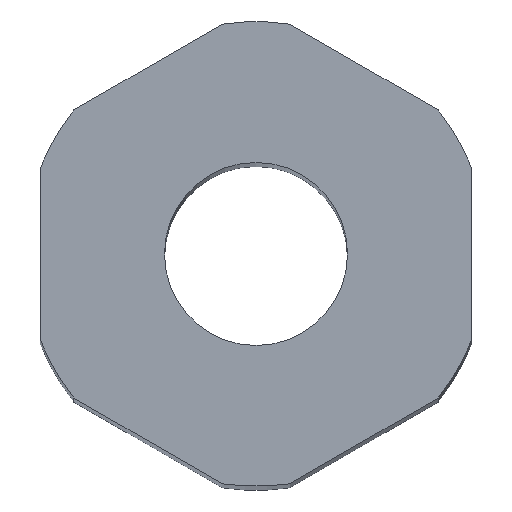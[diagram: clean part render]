
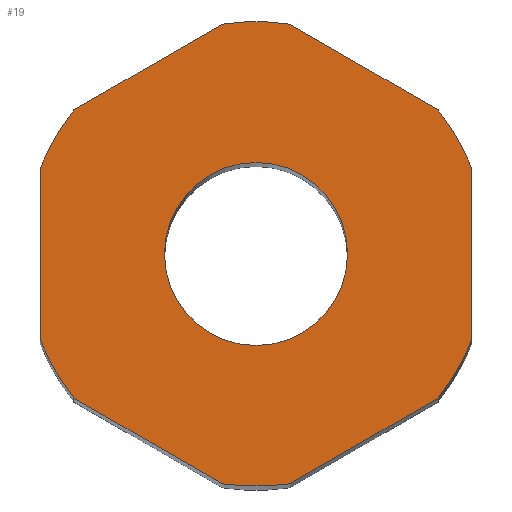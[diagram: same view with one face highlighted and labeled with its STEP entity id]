
A CAD part, top view. The second image highlights one B-rep face of the part: STEP entity #19.
In plain terms, the highlighted planar face has unit normal (0, 0, 1).
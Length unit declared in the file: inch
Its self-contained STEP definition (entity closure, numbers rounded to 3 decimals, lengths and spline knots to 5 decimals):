
#5 = CIRCLE ( 'NONE', #320, 0.0795 ) ;
#6 = CARTESIAN_POINT ( 'NONE',  ( -0.1875, 0.07454, 1. ) ) ;
#13 = CIRCLE ( 'NONE', #410, 0.20177 ) ;
#15 = VERTEX_POINT ( 'NONE', #530 ) ;
#19 = ADVANCED_FACE ( 'NONE', ( #130, #571 ), #132, .T. ) ;
#21 = VERTEX_POINT ( 'NONE', #75 ) ;
#25 = ORIENTED_EDGE ( 'NONE', *, *, #41, .T. ) ;
#28 = DIRECTION ( 'NONE',  ( 0., 0., 1. ) ) ;
#38 = AXIS2_PLACEMENT_3D ( 'NONE', #203, #558, #57 ) ;
#41 = EDGE_CURVE ( 'NONE', #388, #15, #182, .T. ) ;
#42 = CARTESIAN_POINT ( 'NONE',  ( 0., 0., 1. ) ) ;
#46 = CARTESIAN_POINT ( 'NONE',  ( 0., 0., 1. ) ) ;
#57 = DIRECTION ( 'NONE',  ( 1., 0., 0. ) ) ;
#58 = CARTESIAN_POINT ( 'NONE',  ( -0.1875, 0., 1. ) ) ;
#60 = DIRECTION ( 'NONE',  ( 0., 0., 1. ) ) ;
#70 = ORIENTED_EDGE ( 'NONE', *, *, #497, .T. ) ;
#71 = AXIS2_PLACEMENT_3D ( 'NONE', #236, #486, #366 ) ;
#72 = EDGE_CURVE ( 'NONE', #507, #388, #230, .T. ) ;
#75 = CARTESIAN_POINT ( 'NONE',  ( -0.1583, -0.12511, 1. ) ) ;
#76 = ORIENTED_EDGE ( 'NONE', *, *, #72, .T. ) ;
#82 = CARTESIAN_POINT ( 'NONE',  ( 0.1875, 0.07454, 1. ) ) ;
#87 = CARTESIAN_POINT ( 'NONE',  ( 0.0292, 0.19965, 1. ) ) ;
#91 = EDGE_CURVE ( 'NONE', #286, #233, #13, .T. ) ;
#93 = CARTESIAN_POINT ( 'NONE',  ( 0.0795, 0., 1. ) ) ;
#101 = VECTOR ( 'NONE', #181, 39.37008 ) ;
#109 = VERTEX_POINT ( 'NONE', #93 ) ;
#112 = DIRECTION ( 'NONE',  ( 1., 0., 0. ) ) ;
#123 = VERTEX_POINT ( 'NONE', #6 ) ;
#127 = VERTEX_POINT ( 'NONE', #324 ) ;
#130 = FACE_BOUND ( 'NONE', #343, .T. ) ;
#132 = PLANE ( 'NONE',  #428 ) ;
#137 = LINE ( 'NONE', #149, #101 ) ;
#138 = LINE ( 'NONE', #353, #301 ) ;
#149 = CARTESIAN_POINT ( 'NONE',  ( 0.09375, 0.16238, 1. ) ) ;
#151 = ORIENTED_EDGE ( 'NONE', *, *, #350, .T. ) ;
#152 = CIRCLE ( 'NONE', #38, 0.20177 ) ;
#153 = VECTOR ( 'NONE', #568, 39.37008 ) ;
#154 = LINE ( 'NONE', #329, #338 ) ;
#156 = EDGE_CURVE ( 'NONE', #127, #123, #328, .T. ) ;
#163 = CIRCLE ( 'NONE', #273, 0.20177 ) ;
#169 = ORIENTED_EDGE ( 'NONE', *, *, #242, .T. ) ;
#171 = DIRECTION ( 'NONE',  ( 0., 0., 1. ) ) ;
#177 = DIRECTION ( 'NONE',  ( 1., 0., 0. ) ) ;
#181 = DIRECTION ( 'NONE',  ( -0.866, 0.5, 0. ) ) ;
#182 = CIRCLE ( 'NONE', #491, 0.20177 ) ;
#183 = DIRECTION ( 'NONE',  ( 0., 0., 1. ) ) ;
#185 = EDGE_CURVE ( 'NONE', #270, #109, #445, .T. ) ;
#194 = ORIENTED_EDGE ( 'NONE', *, *, #185, .F. ) ;
#199 = CARTESIAN_POINT ( 'NONE',  ( 0., 0., 1. ) ) ;
#203 = CARTESIAN_POINT ( 'NONE',  ( 0., 0., 1. ) ) ;
#206 = CARTESIAN_POINT ( 'NONE',  ( -0.0292, -0.19965, 1. ) ) ;
#212 = ORIENTED_EDGE ( 'NONE', *, *, #251, .T. ) ;
#213 = ORIENTED_EDGE ( 'NONE', *, *, #374, .T. ) ;
#214 = DIRECTION ( 'NONE',  ( 0.866, 0.5, 0. ) ) ;
#222 = DIRECTION ( 'NONE',  ( 0., 0., 1. ) ) ;
#224 = EDGE_CURVE ( 'NONE', #15, #228, #137, .T. ) ;
#228 = VERTEX_POINT ( 'NONE', #87 ) ;
#230 = LINE ( 'NONE', #539, #381 ) ;
#233 = VERTEX_POINT ( 'NONE', #272 ) ;
#236 = CARTESIAN_POINT ( 'NONE',  ( 0., 0., 1. ) ) ;
#239 = ORIENTED_EDGE ( 'NONE', *, *, #224, .T. ) ;
#242 = EDGE_CURVE ( 'NONE', #310, #21, #152, .T. ) ;
#243 = DIRECTION ( 'NONE',  ( 0., 0., 1. ) ) ;
#250 = ORIENTED_EDGE ( 'NONE', *, *, #392, .T. ) ;
#251 = EDGE_CURVE ( 'NONE', #457, #507, #363, .T. ) ;
#270 = VERTEX_POINT ( 'NONE', #509 ) ;
#272 = CARTESIAN_POINT ( 'NONE',  ( 0.0292, -0.19965, 1. ) ) ;
#273 = AXIS2_PLACEMENT_3D ( 'NONE', #584, #183, #469 ) ;
#277 = DIRECTION ( 'NONE',  ( 1., 0., 0. ) ) ;
#281 = ORIENTED_EDGE ( 'NONE', *, *, #339, .T. ) ;
#282 = CARTESIAN_POINT ( 'NONE',  ( 0.1583, -0.12511, 1. ) ) ;
#283 = DIRECTION ( 'NONE',  ( 0., 1., 0. ) ) ;
#286 = VERTEX_POINT ( 'NONE', #206 ) ;
#301 = VECTOR ( 'NONE', #531, 39.37008 ) ;
#310 = VERTEX_POINT ( 'NONE', #414 ) ;
#319 = CARTESIAN_POINT ( 'NONE',  ( 0.1875, -0.07454, 1. ) ) ;
#320 = AXIS2_PLACEMENT_3D ( 'NONE', #46, #60, #112 ) ;
#324 = CARTESIAN_POINT ( 'NONE',  ( -0.1583, 0.12511, 1. ) ) ;
#328 = CIRCLE ( 'NONE', #71, 0.20177 ) ;
#329 = CARTESIAN_POINT ( 'NONE',  ( -0.09375, 0.16238, 1. ) ) ;
#338 = VECTOR ( 'NONE', #506, 39.37008 ) ;
#339 = EDGE_CURVE ( 'NONE', #463, #127, #154, .T. ) ;
#343 = EDGE_LOOP ( 'NONE', ( #415, #194 ) ) ;
#347 = CARTESIAN_POINT ( 'NONE',  ( 0., 0., 1. ) ) ;
#350 = EDGE_CURVE ( 'NONE', #233, #457, #461, .T. ) ;
#353 = CARTESIAN_POINT ( 'NONE',  ( -0.09375, -0.16238, 1. ) ) ;
#363 = CIRCLE ( 'NONE', #389, 0.20177 ) ;
#366 = DIRECTION ( 'NONE',  ( 1., 0., 0. ) ) ;
#374 = EDGE_CURVE ( 'NONE', #21, #286, #138, .T. ) ;
#375 = DIRECTION ( 'NONE',  ( 1., 0., 0. ) ) ;
#381 = VECTOR ( 'NONE', #283, 39.37008 ) ;
#383 = LINE ( 'NONE', #58, #153 ) ;
#388 = VERTEX_POINT ( 'NONE', #82 ) ;
#389 = AXIS2_PLACEMENT_3D ( 'NONE', #199, #243, #375 ) ;
#391 = DIRECTION ( 'NONE',  ( 1., 0., 0. ) ) ;
#392 = EDGE_CURVE ( 'NONE', #228, #463, #163, .T. ) ;
#397 = DIRECTION ( 'NONE',  ( 1., 0., 0. ) ) ;
#399 = AXIS2_PLACEMENT_3D ( 'NONE', #534, #222, #277 ) ;
#410 = AXIS2_PLACEMENT_3D ( 'NONE', #42, #449, #397 ) ;
#414 = CARTESIAN_POINT ( 'NONE',  ( -0.1875, -0.07454, 1. ) ) ;
#415 = ORIENTED_EDGE ( 'NONE', *, *, #518, .F. ) ;
#428 = AXIS2_PLACEMENT_3D ( 'NONE', #347, #171, #391 ) ;
#429 = CARTESIAN_POINT ( 'NONE',  ( 0.09375, -0.16238, 1. ) ) ;
#445 = CIRCLE ( 'NONE', #399, 0.0795 ) ;
#449 = DIRECTION ( 'NONE',  ( 0., 0., 1. ) ) ;
#457 = VERTEX_POINT ( 'NONE', #282 ) ;
#459 = ORIENTED_EDGE ( 'NONE', *, *, #91, .T. ) ;
#461 = LINE ( 'NONE', #429, #481 ) ;
#463 = VERTEX_POINT ( 'NONE', #559 ) ;
#469 = DIRECTION ( 'NONE',  ( 1., 0., 0. ) ) ;
#481 = VECTOR ( 'NONE', #214, 39.37008 ) ;
#486 = DIRECTION ( 'NONE',  ( 0., 0., 1. ) ) ;
#490 = EDGE_LOOP ( 'NONE', ( #76, #25, #239, #250, #281, #505, #70, #169, #213, #459, #151, #212 ) ) ;
#491 = AXIS2_PLACEMENT_3D ( 'NONE', #578, #28, #177 ) ;
#497 = EDGE_CURVE ( 'NONE', #123, #310, #383, .T. ) ;
#505 = ORIENTED_EDGE ( 'NONE', *, *, #156, .T. ) ;
#506 = DIRECTION ( 'NONE',  ( -0.866, -0.5, 0. ) ) ;
#507 = VERTEX_POINT ( 'NONE', #319 ) ;
#509 = CARTESIAN_POINT ( 'NONE',  ( -0.0795, 0., 1. ) ) ;
#518 = EDGE_CURVE ( 'NONE', #109, #270, #5, .T. ) ;
#530 = CARTESIAN_POINT ( 'NONE',  ( 0.1583, 0.12511, 1. ) ) ;
#531 = DIRECTION ( 'NONE',  ( 0.866, -0.5, 0. ) ) ;
#534 = CARTESIAN_POINT ( 'NONE',  ( 0., 0., 1. ) ) ;
#539 = CARTESIAN_POINT ( 'NONE',  ( 0.1875, 0., 1. ) ) ;
#558 = DIRECTION ( 'NONE',  ( 0., 0., 1. ) ) ;
#559 = CARTESIAN_POINT ( 'NONE',  ( -0.0292, 0.19965, 1. ) ) ;
#568 = DIRECTION ( 'NONE',  ( 0., -1., 0. ) ) ;
#571 = FACE_OUTER_BOUND ( 'NONE', #490, .T. ) ;
#578 = CARTESIAN_POINT ( 'NONE',  ( 0., 0., 1. ) ) ;
#584 = CARTESIAN_POINT ( 'NONE',  ( 0., 0., 1. ) ) ;
